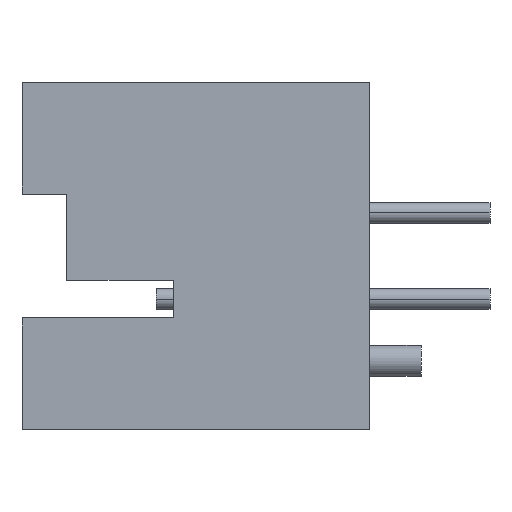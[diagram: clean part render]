
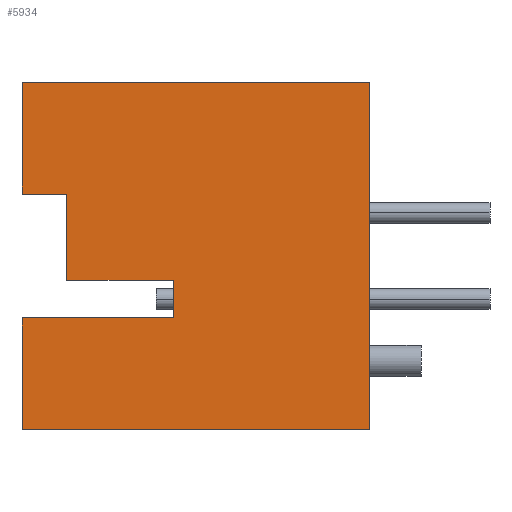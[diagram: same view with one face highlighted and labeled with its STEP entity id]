
A CAD part, left-side view. The second image highlights one B-rep face of the part: STEP entity #5934.
In plain terms, the highlighted planar face has unit normal (-1, 0, 0).
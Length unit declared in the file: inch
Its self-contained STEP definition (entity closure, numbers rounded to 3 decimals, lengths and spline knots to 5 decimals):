
#26 = DIRECTION ( 'NONE',  ( 0., 0., 1. ) ) ;
#208 = DIRECTION ( 'NONE',  ( 0., 0., 1. ) ) ;
#262 = EDGE_CURVE ( 'NONE', #1197, #4604, #3562, .T. ) ;
#265 = VERTEX_POINT ( 'NONE', #1719 ) ;
#405 = CARTESIAN_POINT ( 'NONE',  ( -0.3937, 0.22441, -0.07087 ) ) ;
#432 = VECTOR ( 'NONE', #1884, 39.37008 ) ;
#590 = EDGE_CURVE ( 'NONE', #2137, #4448, #6291, .T. ) ;
#688 = ORIENTED_EDGE ( 'NONE', *, *, #3150, .F. ) ;
#701 = CARTESIAN_POINT ( 'NONE',  ( -0.3937, 0.34646, -0.19882 ) ) ;
#837 = ORIENTED_EDGE ( 'NONE', *, *, #1304, .F. ) ;
#886 = VECTOR ( 'NONE', #1744, 39.37008 ) ;
#1005 = VERTEX_POINT ( 'NONE', #3385 ) ;
#1197 = VERTEX_POINT ( 'NONE', #4993 ) ;
#1304 = EDGE_CURVE ( 'NONE', #1469, #5854, #2901, .T. ) ;
#1469 = VERTEX_POINT ( 'NONE', #4427 ) ;
#1470 = DIRECTION ( 'NONE',  ( 0., 0., -1. ) ) ;
#1639 = LINE ( 'NONE', #5191, #4801 ) ;
#1719 = CARTESIAN_POINT ( 'NONE',  ( -0.3937, 0.39764, 0.07087 ) ) ;
#1744 = DIRECTION ( 'NONE',  ( 0., -1., 0. ) ) ;
#1884 = DIRECTION ( 'NONE',  ( 0., 1., 0. ) ) ;
#1938 = DIRECTION ( 'NONE',  ( 0., 0., 1. ) ) ;
#1963 = LINE ( 'NONE', #5521, #5140 ) ;
#1989 = VECTOR ( 'NONE', #26, 39.37008 ) ;
#2002 = LINE ( 'NONE', #6396, #432 ) ;
#2042 = PLANE ( 'NONE',  #4883 ) ;
#2128 = DIRECTION ( 'NONE',  ( 0., -1., 0. ) ) ;
#2137 = VERTEX_POINT ( 'NONE', #3513 ) ;
#2398 = CARTESIAN_POINT ( 'NONE',  ( -0.3937, 0.34646, 0.07087 ) ) ;
#2469 = VERTEX_POINT ( 'NONE', #2861 ) ;
#2550 = ORIENTED_EDGE ( 'NONE', *, *, #6284, .F. ) ;
#2599 = DIRECTION ( 'NONE',  ( 0., 1., 0. ) ) ;
#2637 = EDGE_CURVE ( 'NONE', #5854, #1005, #3602, .T. ) ;
#2737 = VECTOR ( 'NONE', #208, 39.37008 ) ;
#2782 = ORIENTED_EDGE ( 'NONE', *, *, #262, .F. ) ;
#2789 = ORIENTED_EDGE ( 'NONE', *, *, #4876, .F. ) ;
#2861 = CARTESIAN_POINT ( 'NONE',  ( -0.3937, 0.34646, -0.02756 ) ) ;
#2865 = EDGE_CURVE ( 'NONE', #265, #3588, #6180, .T. ) ;
#2901 = LINE ( 'NONE', #6157, #4650 ) ;
#2915 = DIRECTION ( 'NONE',  ( 0., 0., -1. ) ) ;
#3037 = VECTOR ( 'NONE', #3552, 39.37008 ) ;
#3087 = CARTESIAN_POINT ( 'NONE',  ( -0.3937, 0.39764, -0.19882 ) ) ;
#3150 = EDGE_CURVE ( 'NONE', #2137, #2469, #2002, .T. ) ;
#3211 = CARTESIAN_POINT ( 'NONE',  ( -0.3937, 0.39764, 0.19882 ) ) ;
#3385 = CARTESIAN_POINT ( 'NONE',  ( -0.3937, 0.39764, -0.07087 ) ) ;
#3479 = CARTESIAN_POINT ( 'NONE',  ( -0.3937, 0.39764, -0.19882 ) ) ;
#3513 = CARTESIAN_POINT ( 'NONE',  ( -0.3937, 0.22441, -0.02756 ) ) ;
#3552 = DIRECTION ( 'NONE',  ( 0., 0., 1. ) ) ;
#3562 = LINE ( 'NONE', #3211, #886 ) ;
#3588 = VERTEX_POINT ( 'NONE', #2398 ) ;
#3602 = LINE ( 'NONE', #3479, #3037 ) ;
#4030 = CARTESIAN_POINT ( 'NONE',  ( -0.3937, 0., 0.19882 ) ) ;
#4205 = ORIENTED_EDGE ( 'NONE', *, *, #4528, .T. ) ;
#4207 = VECTOR ( 'NONE', #6218, 39.37008 ) ;
#4239 = VECTOR ( 'NONE', #2915, 39.37008 ) ;
#4319 = LINE ( 'NONE', #701, #2737 ) ;
#4427 = CARTESIAN_POINT ( 'NONE',  ( -0.3937, 0., -0.19882 ) ) ;
#4448 = VERTEX_POINT ( 'NONE', #5897 ) ;
#4474 = CARTESIAN_POINT ( 'NONE',  ( -0.3937, 0.39764, -0.19882 ) ) ;
#4528 = EDGE_CURVE ( 'NONE', #1469, #4604, #1963, .T. ) ;
#4542 = DIRECTION ( 'NONE',  ( 1., 0., 0. ) ) ;
#4604 = VERTEX_POINT ( 'NONE', #4030 ) ;
#4650 = VECTOR ( 'NONE', #2599, 39.37008 ) ;
#4801 = VECTOR ( 'NONE', #2128, 39.37008 ) ;
#4876 = EDGE_CURVE ( 'NONE', #2469, #3588, #4319, .T. ) ;
#4883 = AXIS2_PLACEMENT_3D ( 'NONE', #6510, #4542, #1470 ) ;
#4902 = EDGE_CURVE ( 'NONE', #1005, #4448, #1639, .T. ) ;
#4917 = ORIENTED_EDGE ( 'NONE', *, *, #590, .T. ) ;
#4993 = CARTESIAN_POINT ( 'NONE',  ( -0.3937, 0.39764, 0.19882 ) ) ;
#5140 = VECTOR ( 'NONE', #1938, 39.37008 ) ;
#5191 = CARTESIAN_POINT ( 'NONE',  ( -0.3937, 0., -0.07087 ) ) ;
#5197 = ORIENTED_EDGE ( 'NONE', *, *, #2865, .T. ) ;
#5306 = LINE ( 'NONE', #3087, #1989 ) ;
#5465 = FACE_OUTER_BOUND ( 'NONE', #5844, .T. ) ;
#5521 = CARTESIAN_POINT ( 'NONE',  ( -0.3937, 0., -0.19882 ) ) ;
#5679 = ORIENTED_EDGE ( 'NONE', *, *, #4902, .F. ) ;
#5689 = ORIENTED_EDGE ( 'NONE', *, *, #2637, .F. ) ;
#5844 = EDGE_LOOP ( 'NONE', ( #5197, #2789, #688, #4917, #5679, #5689, #837, #4205, #2782, #2550 ) ) ;
#5854 = VERTEX_POINT ( 'NONE', #4474 ) ;
#5897 = CARTESIAN_POINT ( 'NONE',  ( -0.3937, 0.22441, -0.07087 ) ) ;
#5934 = ADVANCED_FACE ( 'NONE', ( #5465 ), #2042, .F. ) ;
#6157 = CARTESIAN_POINT ( 'NONE',  ( -0.3937, 0., -0.19882 ) ) ;
#6180 = LINE ( 'NONE', #6249, #4207 ) ;
#6218 = DIRECTION ( 'NONE',  ( 0., -1., 0. ) ) ;
#6249 = CARTESIAN_POINT ( 'NONE',  ( -0.3937, 0.34646, 0.07087 ) ) ;
#6284 = EDGE_CURVE ( 'NONE', #265, #1197, #5306, .T. ) ;
#6291 = LINE ( 'NONE', #405, #4239 ) ;
#6396 = CARTESIAN_POINT ( 'NONE',  ( -0.3937, 0., -0.02756 ) ) ;
#6510 = CARTESIAN_POINT ( 'NONE',  ( -0.3937, 0., -0.19882 ) ) ;
